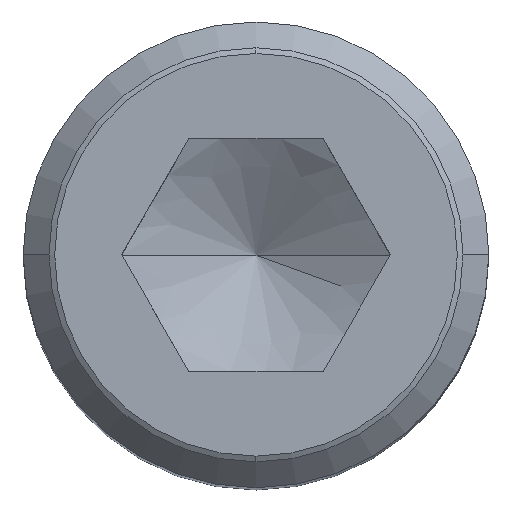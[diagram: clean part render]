
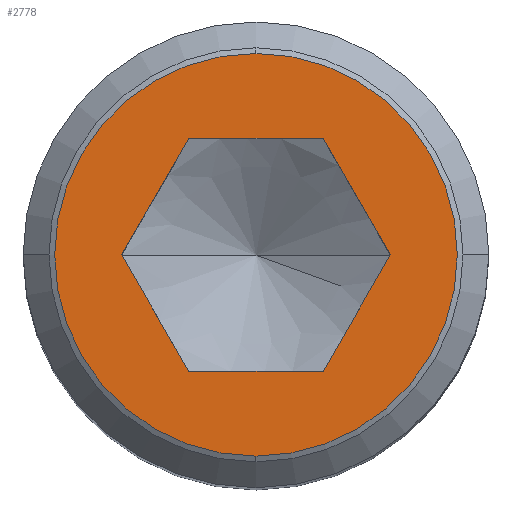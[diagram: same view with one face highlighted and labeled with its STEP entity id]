
A CAD part, top view. The second image highlights one B-rep face of the part: STEP entity #2778.
In plain terms, the highlighted planar face has unit normal (0, 0, 1).
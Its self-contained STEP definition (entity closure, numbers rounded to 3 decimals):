
#1198=VERTEX_POINT('',#3529);
#1498=EDGE_CURVE('',#1766,#1198,#3862,.T.);
#1660=EDGE_CURVE('',#2814,#2480,#4042,.T.);
#1740=VERTEX_POINT('',#4133);
#1766=VERTEX_POINT('',#4164);
#2164=VERTEX_POINT('',#4606);
#2392=EDGE_CURVE('',#1740,#3170,#4859,.T.);
#2420=VERTEX_POINT('',#4892);
#2480=VERTEX_POINT('',#4961);
#2650=EDGE_CURVE('',#1198,#2814,#5147,.T.);
#2654=EDGE_CURVE('',#3170,#1740,#5151,.T.);
#2778=ADVANCED_FACE('',(#5291,#5292),#5293,.T.);
#2814=VERTEX_POINT('',#5332);
#2856=EDGE_CURVE('',#2164,#2420,#5376,.T.);
#3146=EDGE_CURVE('',#2480,#2164,#5702,.T.);
#3170=VERTEX_POINT('',#5728);
#3174=EDGE_CURVE('',#2420,#1766,#5732,.T.);
#3529=CARTESIAN_POINT('',(4.619,0.,0.));
#3862=LINE('',#6621,#6622);
#4042=LINE('',#6875,#6876);
#4133=CARTESIAN_POINT('',(0.,6.917,0.));
#4164=CARTESIAN_POINT('',(2.309,4.,0.));
#4606=CARTESIAN_POINT('',(-4.619,0.,0.));
#4859=CIRCLE('',#8056,6.917);
#4892=CARTESIAN_POINT('',(-2.309,4.,0.));
#4961=CARTESIAN_POINT('',(-2.309,-4.,0.));
#5147=LINE('',#8458,#8459);
#5151=CIRCLE('',#8466,6.917);
#5291=FACE_BOUND('',#8666,.T.);
#5292=FACE_OUTER_BOUND('',#8667,.T.);
#5293=PLANE('',#8668);
#5332=CARTESIAN_POINT('',(2.309,-4.,0.));
#5376=LINE('',#8789,#8790);
#5702=LINE('',#9242,#9243);
#5728=CARTESIAN_POINT('',(0.,-6.917,0.));
#5732=LINE('',#9286,#9287);
#6621=CARTESIAN_POINT('',(4.041,1.,0.));
#6622=VECTOR('',#10187,1.0);
#6875=CARTESIAN_POINT('',(-1.155,-4.,0.));
#6876=VECTOR('',#10380,1.0);
#8056=AXIS2_PLACEMENT_3D('',#11338,#11339,#11340);
#8458=CARTESIAN_POINT('',(2.887,-3.,0.));
#8459=VECTOR('',#11663,1.0);
#8466=AXIS2_PLACEMENT_3D('',#11665,#11666,#11667);
#8666=EDGE_LOOP('',(#11832,#11833,#11834,#11835,#11836,#11837));
#8667=EDGE_LOOP('',(#11838,#11839));
#8668=AXIS2_PLACEMENT_3D('',#11840,#11841,#11842);
#8789=CARTESIAN_POINT('',(-2.887,3.,0.));
#8790=VECTOR('',#11914,1.0);
#9242=CARTESIAN_POINT('',(-4.041,-1.,0.));
#9243=VECTOR('',#12302,1.0);
#9286=CARTESIAN_POINT('',(1.155,4.,0.));
#9287=VECTOR('',#12325,1.0);
#10187=DIRECTION('',(0.5,-0.866,0.));
#10380=DIRECTION('',(-1.0,0.0,0.0));
#11338=CARTESIAN_POINT('',(0.,0.,0.));
#11339=DIRECTION('',(0.0,0.0,1.0));
#11340=DIRECTION('',(0.,1.0,0.0));
#11663=DIRECTION('',(-0.5,-0.866,0.));
#11665=CARTESIAN_POINT('',(0.,0.,0.));
#11666=DIRECTION('',(0.0,0.0,1.0));
#11667=DIRECTION('',(0.,1.0,0.0));
#11832=ORIENTED_EDGE('',*,*,#3146,.T.);
#11833=ORIENTED_EDGE('',*,*,#2856,.T.);
#11834=ORIENTED_EDGE('',*,*,#3174,.T.);
#11835=ORIENTED_EDGE('',*,*,#1498,.T.);
#11836=ORIENTED_EDGE('',*,*,#2650,.T.);
#11837=ORIENTED_EDGE('',*,*,#1660,.T.);
#11838=ORIENTED_EDGE('',*,*,#2392,.T.);
#11839=ORIENTED_EDGE('',*,*,#2654,.T.);
#11840=CARTESIAN_POINT('',(-5.81,0.,0.));
#11841=DIRECTION('',(0.0,0.0,1.0));
#11842=DIRECTION('',(-1.0,0.,0.0));
#11914=DIRECTION('',(0.5,0.866,0.));
#12302=DIRECTION('',(-0.5,0.866,0.));
#12325=DIRECTION('',(1.0,0.0,0.0));
